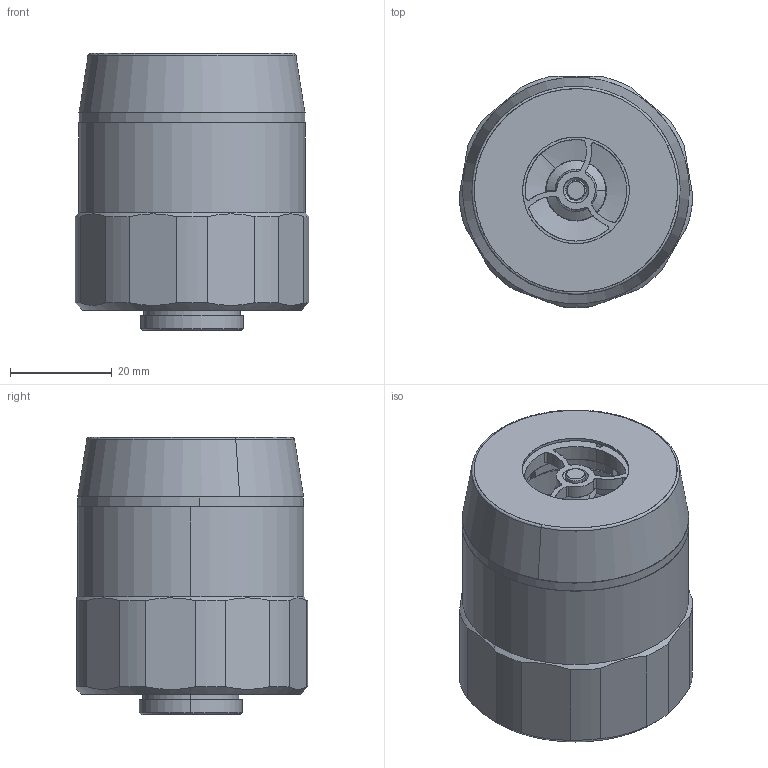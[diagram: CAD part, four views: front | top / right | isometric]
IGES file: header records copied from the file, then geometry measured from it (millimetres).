
Start section: SolidWorks IGES file using analytic representation for surfaces
Global section: file name: Web Model 39145_13413.igs; native system: SolidWorks 2018; preprocessor: SolidWorks 2018; author: NDamraksa; date: 200214.105550; units: millimetre
Bounding box: 46.05 x 45.53 x 54.6 mm (x, y, z)
Surface area: 31865.2 mm2 (no closed solid volume)
Topology: 0 solids, 0 shells, 240 faces, 4597 edges, 4596 vertices
Faces by surface type: revolution 168, bspline 72
